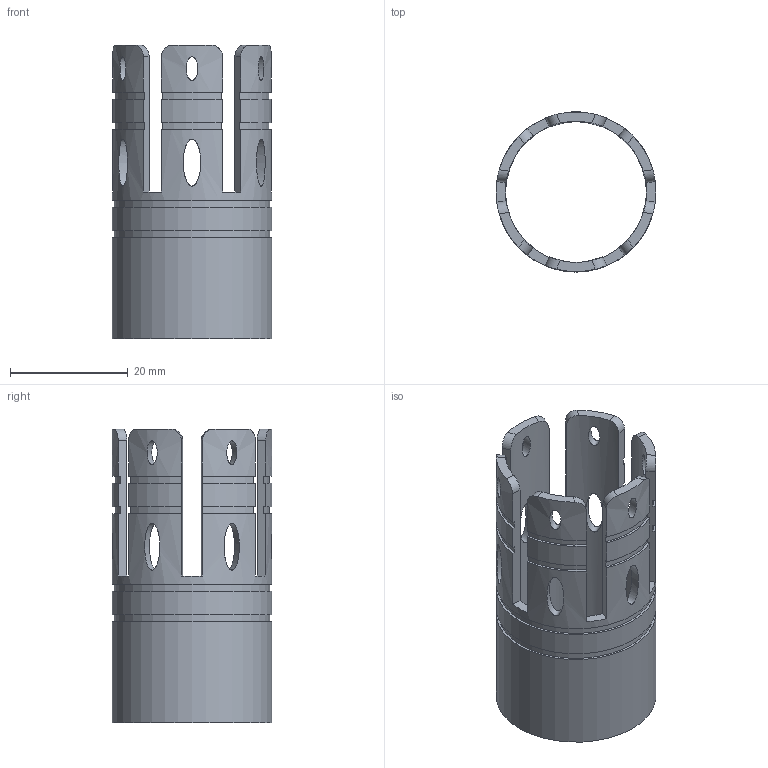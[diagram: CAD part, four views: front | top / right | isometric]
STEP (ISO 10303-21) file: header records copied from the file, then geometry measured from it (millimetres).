
FILE_DESCRIPTION(/* description */ (''),/* implementation_level */ '2;1');
FILE_NAME(/* name */ 'Barrel_50_Supressor.stp',/* time_stamp */ '2020-04-14T21:09:36+02:00',/* author */ ('Christoph'),/* organization */ (''),/* preprocessor_version */ 'ST-DEVELOPER v16.1',/* originating_system */ 'Autodesk Inventor 2016',/* authorisation */ '');
FILE_SCHEMA (('AUTOMOTIVE_DESIGN { 1 0 10303 214 3 1 1 }'));
Length unit declared in the file: millimetre
Products named in the file (1): Barrel_50_Supressor
Bounding box: 27.2 x 27.2 x 50 mm (x, y, z)
Volume: 5229.8 mm3; surface area: 7917.4 mm2
Topology: 1 solids, 1 shells, 107 faces, 336 edges, 231 vertices
Faces by surface type: plane 53, cylinder 42, bspline 12
Full cylindrical faces by diameter (mm): 24 x1, 26.4 x2, 27.2 x3
Entity records: 4970 total; most frequent: CARTESIAN_POINT 2096, ORIENTED_EDGE 644, DIRECTION 512, EDGE_CURVE 322, VERTEX_POINT 226, AXIS2_PLACEMENT_3D 178, LINE 156, VECTOR 156
